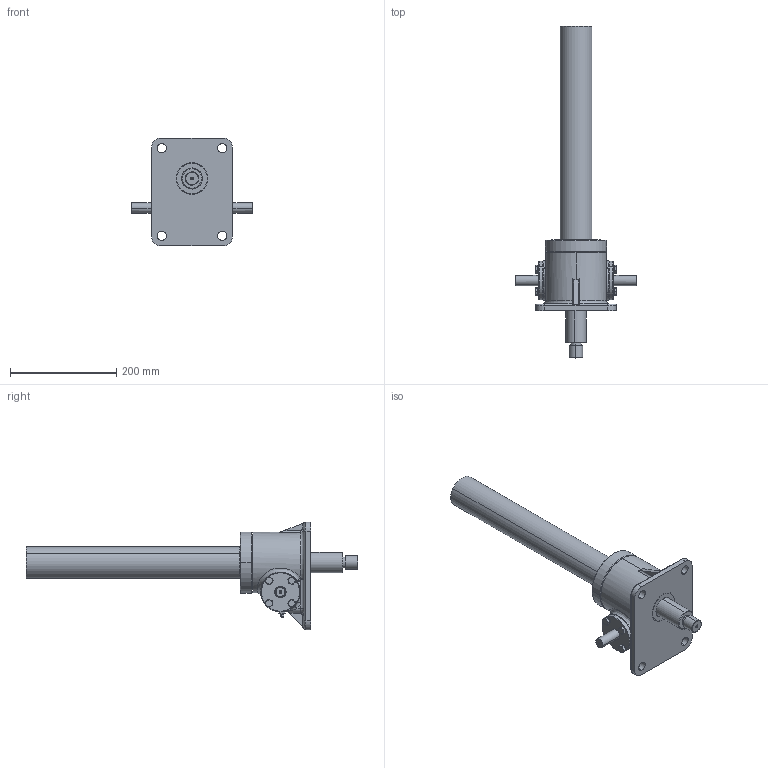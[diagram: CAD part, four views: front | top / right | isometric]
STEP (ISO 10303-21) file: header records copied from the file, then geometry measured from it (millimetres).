
FILE_DESCRIPTION (( 'STEP AP203' ), '1' );
FILE_NAME ('TM1804-16.STEP', '2026-03-04T07:32:19', ( '' ), ( '' ), 'SwSTEP 2.0', 'SolidWorks 2024', '' );
FILE_SCHEMA (( 'CONFIG_CONTROL_DESIGN' ));
Length unit declared in the file: millimetre
Products named in the file (23): M-L5020-16; hhs(grade a)_is_IS 1364 HHS(Grade A)- M8 x 25-N; spring lock washer 6735_is_IS 6735- 8; M-SK1805-11; M-SK1805-1_default; M-SK1805-4; M-L5022-16; TM1804-16; M-SK1805-3; GN_1_8_BSP; taper roller bearing_skf_SKF - 30204 - 12,DE,NC,12; M-SK2176-4; M-SK2004-5; T189W-904A2-TheTimkenCompany-3D-11-24-2025.stp
Assembly tree (26 placements, depth 2):
  M-SK1805-4
  TM1804-16
    M-L5022-16
    M-SK1805-11
    M-L5020-16
    M-SK1805-3
    M-SK1805-11
    T189W-904A2-TheTimkenCompany-3D-11-24-2025.stp
    M-SK1805-1_default
    hhs(grade a)_is_IS 1364 HHS(Grade A)- M8 x 25-N
    spring lock washer 6735_is_IS 6735- 8  x8
    hhs(grade a)_is_IS 1364 HHS(Grade A)- M8 x 25-N
    hhs(grade a)_is_IS 1364 HHS(Grade A)- M8 x 25-N
    hhs(grade a)_is_IS 1364 HHS(Grade A)- M8 x 25-N
    hhs(grade a)_is_IS 1364 HHS(Grade A)- M8 x 25-N
    hhs(grade a)_is_IS 1364 HHS(Grade A)- M8 x 25-N
    hhs(grade a)_is_IS 1364 HHS(Grade A)- M8 x 25-N
    hhs(grade a)_is_IS 1364 HHS(Grade A)- M8 x 25-N
    GN_1_8_BSP
    M-SK2004-5
    M-SK2176-4
  taper roller bearing_skf_SKF - 30204 - 12,DE,NC,12
  T189W-904A2-TheTimkenCompany-3D-11-24-2025.stp
Bounding box: 228.6 x 625.48 x 203.2 mm (x, y, z)
Volume: 1854604.4 mm3; surface area: 471814.4 mm2
Topology: 29 solids, 29 shells, 758 faces, 1834 edges, 1141 vertices
Faces by surface type: plane 285, cylinder 249, cone 139, torus 68, bspline 9, sphere 8
Entity records: 24697 total; most frequent: CARTESIAN_POINT 6090, DIRECTION 3498, ORIENTED_EDGE 3252, EDGE_CURVE 1626, AXIS2_PLACEMENT_3D 1382, VERTEX_POINT 1022, EDGE_LOOP 778, VECTOR 734
